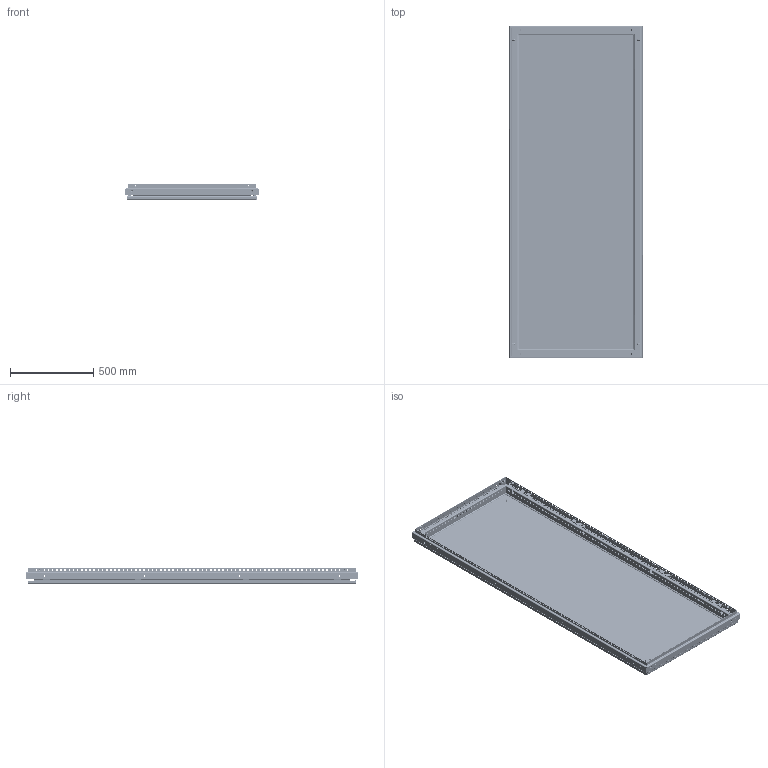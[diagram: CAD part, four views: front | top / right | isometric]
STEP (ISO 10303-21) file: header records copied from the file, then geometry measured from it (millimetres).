
FILE_DESCRIPTION (( 'STEP AP214' ), '1' );
FILE_NAME ('Ñâàðíàÿ ðàìà ñ çàäíåé ïàíåëüþ W800H2000.STEP', '2024-08-14T10:01:37', ( '' ), ( '' ), 'SwSTEP 2.0', 'SolidWorks 2021', '' );
FILE_SCHEMA (( 'AUTOMOTIVE_DESIGN' ));
Length unit declared in the file: millimetre
Products named in the file (19): Çàäíÿÿ ïàíåëü W800H2000; Ãîðèçîíòàëüíûé ïðîôèëü W800; Áîêîâîé ïðîôèëü2 H2000; Çàäíÿÿ ïàíåëü ÑÁ W800H2000; Ñâàðíàÿ ðàìà ñ çàäíåé ïàíåëüþ W800H2000; Êðåïëåíèå çàäíåé ïàíåëè; Çàêëåïêà ðåçüáîâàÿ Ì8 øåñòèãðàííàÿ ñ óìåíüøåííûì áîðòîì; Ñâàðíàÿ ðàìà W800H2000; Áîêîâîé ïðîôèëü1 H2000; Áîêîâîé ïðîôèëü H2000; Ãîðèçîíòàëüíûé ïðîôèëü1 W800; Áîáûøêà; Ãîðèçîíòàëüíûé ïðîôèëü2 W800; Øïèëüêà ïðèâàðíàÿ Ì6õ16; Ãàéêà êëåòüåâàÿ DIN 88109-Ì6-(1,7-2,5)-Zn ; 600.000; Çàêëåïêà ðåçüáîâàÿ Ì6 øåñòèãðàííàÿ ñ óìåíüøåííûì áîðòîì; Ãàñêåòèíã çàäíåé ïàíåëè W800H2000; Âèíò Ì6õ16 ìåáåëüíûé
Assembly tree (92 placements, depth 4):
  Ñâàðíàÿ ðàìà ñ çàäíåé ïàíåëüþ W800H2000
    Ñâàðíàÿ ðàìà W800H2000
      Ãîðèçîíòàëüíûé ïðîôèëü W800  x2
        Ãîðèçîíòàëüíûé ïðîôèëü1 W800
        Ãîðèçîíòàëüíûé ïðîôèëü2 W800
        600.000
        Áîáûøêà
      Áîêîâîé ïðîôèëü H2000  x2
        Áîêîâîé ïðîôèëü1 H2000
        Áîêîâîé ïðîôèëü2 H2000
      Çàêëåïêà ðåçüáîâàÿ Ì8 øåñòèãðàííàÿ ñ óìåíüøåííûì áîðòîì  x8
      Çàêëåïêà ðåçüáîâàÿ Ì6 øåñòèãðàííàÿ ñ óìåíüøåííûì áîðòîì  x26
    Çàäíÿÿ ïàíåëü ÑÁ W800H2000
      Çàäíÿÿ ïàíåëü W800H2000
      Ãàñêåòèíã çàäíåé ïàíåëè W800H2000
      Øïèëüêà ïðèâàðíàÿ Ì6õ16  x2
    Êðåïëåíèå çàäíåé ïàíåëè  x8
    Âèíò Ì6õ16 ìåáåëüíûé  x24
    Ãàéêà êëåòüåâàÿ DIN 88109-Ì6-(1,7-2,5)-Zn   x8
Bounding box: 801.2 x 1996 x 90.9 mm (x, y, z)
Volume: 5257275.4 mm3; surface area: 6046233.3 mm2
Topology: 94 solids, 94 shells, 9085 faces, 24383 edges, 15532 vertices
Faces by surface type: plane 4973, cylinder 3338, cone 472, bspline 250, torus 52
Entity records: 95036 total; most frequent: CARTESIAN_POINT 23660, ORIENTED_EDGE 14646, DIRECTION 13900, EDGE_CURVE 7323, LINE 5502, VECTOR 5502, VERTEX_POINT 4772, AXIS2_PLACEMENT_3D 4199
